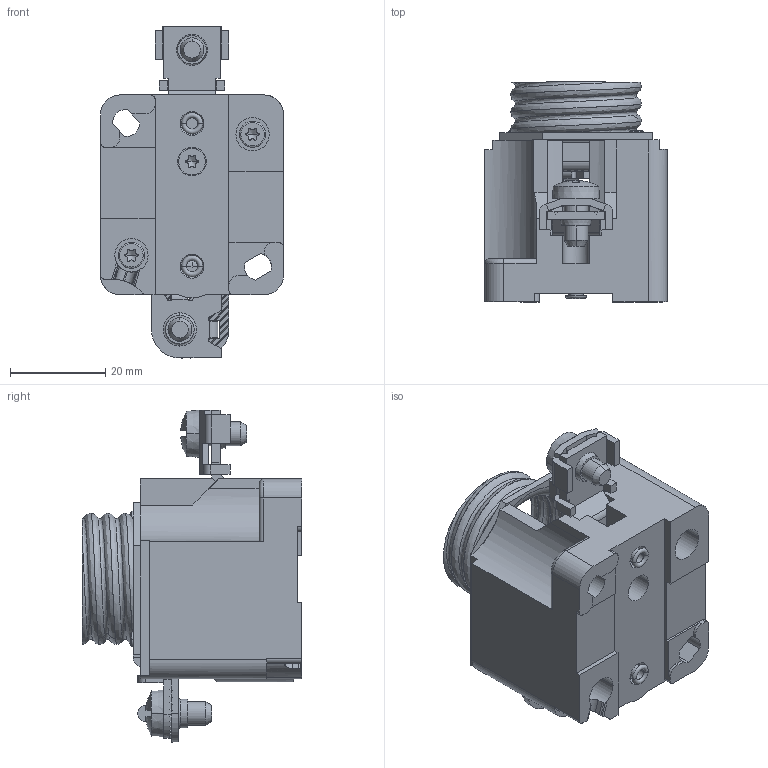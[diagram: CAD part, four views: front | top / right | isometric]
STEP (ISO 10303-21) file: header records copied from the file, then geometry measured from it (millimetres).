
FILE_DESCRIPTION((''),'2;1');
FILE_NAME('002322009_DII_E27_25A_EZN_1P_ASM','2024-02-26T07:15:28',('klemen.sitar'),('Audax d.o.o.'),'CREO PARAMETRIC BY PTC INC, 2021304','CREO PARAMETRIC BY PTC INC, 2021304','');
FILE_SCHEMA(('AP242_MANAGED_MODEL_BASED_3D_ENGINEERING_MIM_LF { 1 0 10303 442 1 1 4 }'));
Length unit declared in the file: millimetre
Products named in the file (11): 0000032230_1_1; 0000006496_1_1; 0000006478_1_1; 0000006502_1_1; 0000006479_1_1; 0000020482_1_1; 0000059961_1_1; 0000059958_1_1; 0000059944_1_1; EZN_25_1P_ZP_002322016_ASM_1_ASM; 002322009_DII_E27_25A_EZN_1P_ASM
Assembly tree (13 placements, depth 3):
  002322009_DII_E27_25A_EZN_1P_ASM
    EZN_25_1P_ZP_002322016_ASM_1_ASM
      0000032230_1_1
      0000006496_1_1
      0000006478_1_1
      0000006502_1_1
      0000006479_1_1
      0000020482_1_1  x2
      0000059961_1_1
      0000059958_1_1  x2
      0000059944_1_1  x2
Bounding box: 38.4 x 46.2 x 69.8 mm (x, y, z)
Volume: 34268.5 mm3; surface area: 19993.1 mm2
Topology: 12 solids, 18 shells, 712 faces, 2018 edges, 1339 vertices
Faces by surface type: plane 411, cylinder 194, cone 50, torus 41, bspline 12, sphere 4
Entity records: 36094 total; most frequent: CARTESIAN_POINT 12674, ORIENTED_EDGE 3506, DIRECTION 3344, EDGE_CURVE 1765, PRESENTATION_STYLE_ASSIGNMENT 1530, STYLED_ITEM 1530, CURVE_STYLE 1369, VERTEX_POINT 1177
